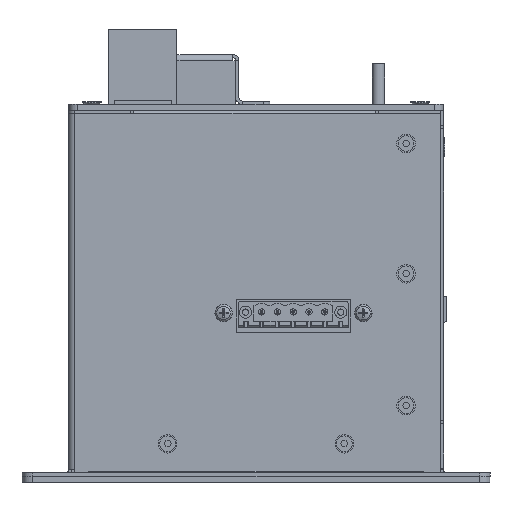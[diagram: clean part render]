
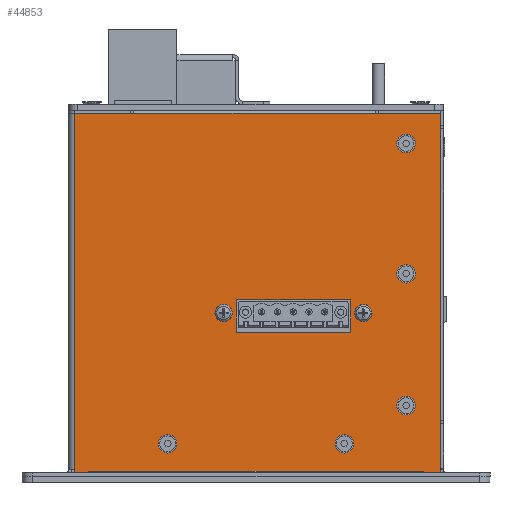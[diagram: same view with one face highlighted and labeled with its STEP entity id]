
A CAD part, left-side view. The second image highlights one B-rep face of the part: STEP entity #44853.
In plain terms, the highlighted planar face has unit normal (-1, 0, 0).
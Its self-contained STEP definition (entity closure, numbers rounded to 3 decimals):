
#2467=FACE_BOUND('',#7733,.T.);
#2468=FACE_BOUND('',#7734,.T.);
#2469=FACE_BOUND('',#7735,.T.);
#2470=FACE_BOUND('',#7736,.T.);
#2471=FACE_BOUND('',#7737,.T.);
#2472=FACE_BOUND('',#7738,.T.);
#2473=FACE_BOUND('',#7739,.T.);
#2474=FACE_BOUND('',#7740,.T.);
#3072=PLANE('',#48032);
#5125=FACE_OUTER_BOUND('',#7732,.T.);
#7732=EDGE_LOOP('',(#31896,#31897,#31898,#31899,#31900,#31901,#31902,#31903,
#31904));
#7733=EDGE_LOOP('',(#31905));
#7734=EDGE_LOOP('',(#31906));
#7735=EDGE_LOOP('',(#31907,#31908,#31909,#31910));
#7736=EDGE_LOOP('',(#31911));
#7737=EDGE_LOOP('',(#31912));
#7738=EDGE_LOOP('',(#31913));
#7739=EDGE_LOOP('',(#31914));
#7740=EDGE_LOOP('',(#31915));
#10908=LINE('',#65511,#15540);
#10912=LINE('',#65519,#15544);
#10915=LINE('',#65525,#15547);
#10918=LINE('',#65530,#15550);
#10947=LINE('',#65598,#15579);
#10956=LINE('',#65616,#15588);
#10959=LINE('',#65622,#15591);
#10961=LINE('',#65626,#15593);
#10962=LINE('',#65628,#15594);
#10963=LINE('',#65630,#15595);
#10964=LINE('',#65632,#15596);
#10965=LINE('',#65634,#15597);
#10966=LINE('',#65635,#15598);
#15540=VECTOR('',#52309,10.);
#15544=VECTOR('',#52315,10.);
#15547=VECTOR('',#52320,10.);
#15550=VECTOR('',#52325,10.);
#15579=VECTOR('',#52384,10.);
#15588=VECTOR('',#52399,10.);
#15591=VECTOR('',#52404,10.);
#15593=VECTOR('',#52408,1.44);
#15594=VECTOR('',#52409,10.);
#15595=VECTOR('',#52410,10.);
#15596=VECTOR('',#52411,10.);
#15597=VECTOR('',#52412,10.);
#15598=VECTOR('',#52413,1.44);
#20170=CIRCLE('',#48004,1.75);
#20172=CIRCLE('',#48007,1.75);
#20178=CIRCLE('',#48033,2.55);
#20179=CIRCLE('',#48034,2.55);
#20180=CIRCLE('',#48035,2.55);
#20181=CIRCLE('',#48036,2.55);
#20182=CIRCLE('',#48037,2.55);
#21605=VERTEX_POINT('',#65497);
#21607=VERTEX_POINT('',#65503);
#21609=VERTEX_POINT('',#65509);
#21610=VERTEX_POINT('',#65510);
#21613=VERTEX_POINT('',#65518);
#21615=VERTEX_POINT('',#65524);
#21639=VERTEX_POINT('',#65595);
#21640=VERTEX_POINT('',#65597);
#21646=VERTEX_POINT('',#65615);
#21648=VERTEX_POINT('',#65621);
#21649=VERTEX_POINT('',#65625);
#21650=VERTEX_POINT('',#65627);
#21651=VERTEX_POINT('',#65629);
#21652=VERTEX_POINT('',#65631);
#21653=VERTEX_POINT('',#65633);
#21654=VERTEX_POINT('',#65636);
#21655=VERTEX_POINT('',#65638);
#21656=VERTEX_POINT('',#65640);
#21657=VERTEX_POINT('',#65642);
#21658=VERTEX_POINT('',#65644);
#25533=EDGE_CURVE('',#21605,#21605,#20170,.T.);
#25536=EDGE_CURVE('',#21607,#21607,#20172,.T.);
#25539=EDGE_CURVE('',#21609,#21610,#10908,.T.);
#25543=EDGE_CURVE('',#21613,#21609,#10912,.T.);
#25546=EDGE_CURVE('',#21615,#21613,#10915,.T.);
#25549=EDGE_CURVE('',#21610,#21615,#10918,.T.);
#25582=EDGE_CURVE('',#21640,#21639,#10947,.T.);
#25591=EDGE_CURVE('',#21646,#21640,#10956,.T.);
#25594=EDGE_CURVE('',#21648,#21646,#10959,.T.);
#25596=EDGE_CURVE('',#21649,#21639,#10961,.T.);
#25597=EDGE_CURVE('',#21650,#21649,#10962,.T.);
#25598=EDGE_CURVE('',#21651,#21650,#10963,.T.);
#25599=EDGE_CURVE('',#21651,#21652,#10964,.T.);
#25600=EDGE_CURVE('',#21652,#21653,#10965,.T.);
#25601=EDGE_CURVE('',#21648,#21653,#10966,.T.);
#25602=EDGE_CURVE('',#21654,#21654,#20178,.T.);
#25603=EDGE_CURVE('',#21655,#21655,#20179,.T.);
#25604=EDGE_CURVE('',#21656,#21656,#20180,.T.);
#25605=EDGE_CURVE('',#21657,#21657,#20181,.T.);
#25606=EDGE_CURVE('',#21658,#21658,#20182,.T.);
#31896=ORIENTED_EDGE('',*,*,#25594,.T.);
#31897=ORIENTED_EDGE('',*,*,#25591,.T.);
#31898=ORIENTED_EDGE('',*,*,#25582,.T.);
#31899=ORIENTED_EDGE('',*,*,#25596,.F.);
#31900=ORIENTED_EDGE('',*,*,#25597,.F.);
#31901=ORIENTED_EDGE('',*,*,#25598,.F.);
#31902=ORIENTED_EDGE('',*,*,#25599,.T.);
#31903=ORIENTED_EDGE('',*,*,#25600,.T.);
#31904=ORIENTED_EDGE('',*,*,#25601,.F.);
#31905=ORIENTED_EDGE('',*,*,#25533,.T.);
#31906=ORIENTED_EDGE('',*,*,#25536,.T.);
#31907=ORIENTED_EDGE('',*,*,#25539,.T.);
#31908=ORIENTED_EDGE('',*,*,#25549,.T.);
#31909=ORIENTED_EDGE('',*,*,#25546,.T.);
#31910=ORIENTED_EDGE('',*,*,#25543,.T.);
#31911=ORIENTED_EDGE('',*,*,#25602,.F.);
#31912=ORIENTED_EDGE('',*,*,#25603,.F.);
#31913=ORIENTED_EDGE('',*,*,#25604,.F.);
#31914=ORIENTED_EDGE('',*,*,#25605,.F.);
#31915=ORIENTED_EDGE('',*,*,#25606,.F.);
#44853=ADVANCED_FACE('',(#5125,#2467,#2468,#2469,#2470,#2471,#2472,#2473,
#2474),#3072,.T.);
#48004=AXIS2_PLACEMENT_3D('',#65498,#52295,#52296);
#48007=AXIS2_PLACEMENT_3D('',#65504,#52302,#52303);
#48032=AXIS2_PLACEMENT_3D('',#65624,#52406,#52407);
#48033=AXIS2_PLACEMENT_3D('',#65637,#52414,#52415);
#48034=AXIS2_PLACEMENT_3D('',#65639,#52416,#52417);
#48035=AXIS2_PLACEMENT_3D('',#65641,#52418,#52419);
#48036=AXIS2_PLACEMENT_3D('',#65643,#52420,#52421);
#48037=AXIS2_PLACEMENT_3D('',#65645,#52422,#52423);
#52295=DIRECTION('center_axis',(1.,0.,0.));
#52296=DIRECTION('ref_axis',(0.,0.,-1.));
#52302=DIRECTION('center_axis',(1.,0.,0.));
#52303=DIRECTION('ref_axis',(0.,0.,-1.));
#52309=DIRECTION('',(0.,-1.,0.));
#52315=DIRECTION('',(0.,0.,1.));
#52320=DIRECTION('',(0.,1.,0.));
#52325=DIRECTION('',(0.,0.,-1.));
#52384=DIRECTION('',(0.,1.,0.));
#52399=DIRECTION('',(0.,0.,-1.));
#52404=DIRECTION('',(0.,-1.,0.));
#52406=DIRECTION('center_axis',(-1.,0.,0.));
#52407=DIRECTION('ref_axis',(0.,0.,
1.));
#52408=DIRECTION('',(0.,0.,1.));
#52409=DIRECTION('',(0.,1.,0.));
#52410=DIRECTION('',(0.,0.,-1.));
#52411=DIRECTION('',(0.,1.,0.));
#52412=DIRECTION('',(0.,1.,0.));
#52413=DIRECTION('',(0.,0.,1.));
#52414=DIRECTION('center_axis',(-1.,0.,0.));
#52415=DIRECTION('ref_axis',(0.,0.,
-1.));
#52416=DIRECTION('center_axis',(-1.,0.,0.));
#52417=DIRECTION('ref_axis',(0.,0.,
-1.));
#52418=DIRECTION('center_axis',(-1.,0.,0.));
#52419=DIRECTION('ref_axis',(0.,0.,
-1.));
#52420=DIRECTION('center_axis',(-1.,0.,0.));
#52421=DIRECTION('ref_axis',(0.,0.,
-1.));
#52422=DIRECTION('center_axis',(-1.,0.,0.));
#52423=DIRECTION('ref_axis',(0.,0.,
-1.));
#65497=CARTESIAN_POINT('',(0.,65.4,-47.285));
#65498=CARTESIAN_POINT('Origin',(0.,65.4,
-49.035));
#65503=CARTESIAN_POINT('',(0.,65.426,-92.385));
#65504=CARTESIAN_POINT('Origin',(0.,65.426,
-94.135));
#65509=CARTESIAN_POINT('',(0.,71.6,-53.135));
#65510=CARTESIAN_POINT('',(0.,61.1,-53.135));
#65511=CARTESIAN_POINT('',(0.,76.05,-53.135));
#65518=CARTESIAN_POINT('',(0.,71.6,-90.035));
#65519=CARTESIAN_POINT('',(0.,71.6,-74.452));
#65524=CARTESIAN_POINT('',(0.,61.1,-90.035));
#65525=CARTESIAN_POINT('',(0.,70.8,-90.035));
#65530=CARTESIAN_POINT('',(0.,61.1,-56.002));
#65595=CARTESIAN_POINT('',(0.,118.,-113.5));
#65597=CARTESIAN_POINT('',(0.,116.5,-113.5));
#65598=CARTESIAN_POINT('',(0.,77.5,-113.5));
#65615=CARTESIAN_POINT('',(0.,116.5,-5.5));
#65616=CARTESIAN_POINT('',(0.,116.5,-32.185));
#65621=CARTESIAN_POINT('',(0.,118.,-5.5));
#65622=CARTESIAN_POINT('',(0.,78.25,-5.5));
#65624=CARTESIAN_POINT('Origin',(0.,80.5,
-58.869));
#65625=CARTESIAN_POINT('',(0.,118.,-119.));
#65626=CARTESIAN_POINT('',(0.,118.,3.524));
#65627=CARTESIAN_POINT('',(0.,1.,-119.));
#65628=CARTESIAN_POINT('',(0.,1.,-119.));
#65629=CARTESIAN_POINT('',(0.,1.,-1.));
#65630=CARTESIAN_POINT('',(0.,1.,-1.));
#65631=CARTESIAN_POINT('',(0.,116.,-1.));
#65632=CARTESIAN_POINT('',(0.,80.5,-1.));
#65633=CARTESIAN_POINT('',(0.,118.,-1.));
#65634=CARTESIAN_POINT('',(0.,38.5,-1.));
#65635=CARTESIAN_POINT('',(0.,118.,3.524));
#65636=CARTESIAN_POINT('',(0.,107.6,-28.45));
#65637=CARTESIAN_POINT('Origin',(0.,107.6,-31.));
#65638=CARTESIAN_POINT('',(0.,10.709,-105.375));
#65639=CARTESIAN_POINT('Origin',(0.,10.709,
-107.925));
#65640=CARTESIAN_POINT('',(0.,95.291,-105.375));
#65641=CARTESIAN_POINT('Origin',(0.,95.291,
-107.925));
#65642=CARTESIAN_POINT('',(0.,52.75,-105.375));
#65643=CARTESIAN_POINT('Origin',(0.,52.75,
-107.925));
#65644=CARTESIAN_POINT('',(0.,107.6,-85.45));
#65645=CARTESIAN_POINT('Origin',(0.,107.6,-88.));
